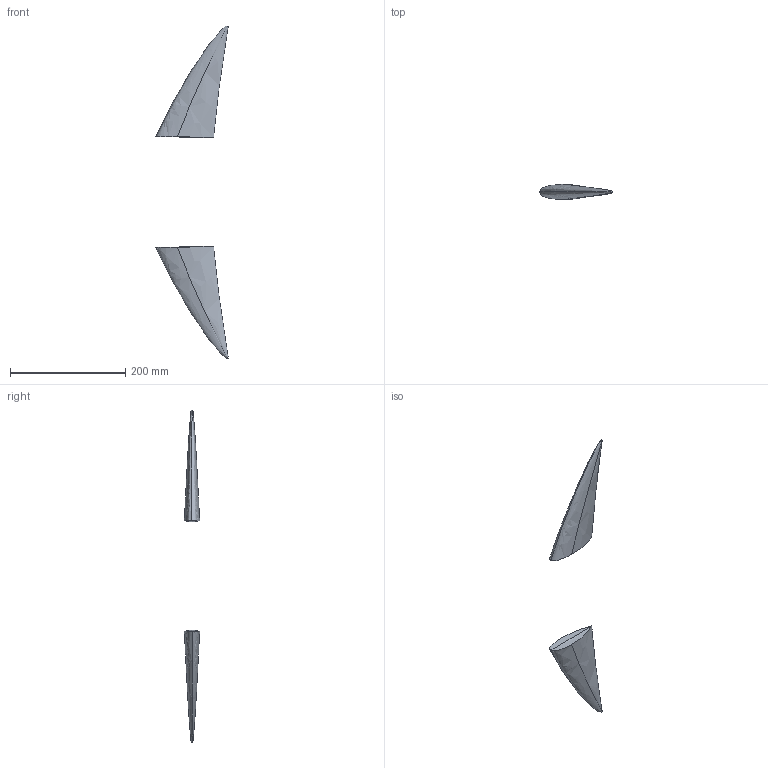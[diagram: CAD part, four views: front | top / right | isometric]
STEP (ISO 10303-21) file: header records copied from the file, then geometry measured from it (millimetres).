
FILE_DESCRIPTION (( 'STEP AP203' ), '1' );
FILE_NAME ('驒笢3蜊.STEP', '2024-11-02T03:03:41', ( '' ), ( '' ), 'SwSTEP 2.0', 'SolidWorks 2024', '' );
FILE_SCHEMA (( 'CONFIG_CONTROL_DESIGN' ));
Length unit declared in the file: millimetre
Products named in the file (1): 鳍中3改
Bounding box: 125.51 x 26.55 x 576 mm (x, y, z)
Volume: 318798.7 mm3; surface area: 53146.7 mm2
Topology: 2 solids, 2 shells, 14 faces, 28 edges, 18 vertices
Faces by surface type: bspline 12, plane 2
Entity records: 3047 total; most frequent: CARTESIAN_POINT 2769, ORIENTED_EDGE 56, EDGE_CURVE 28, B_SPLINE_CURVE_WITH_KNOTS 28, VERTEX_POINT 18, FACE_OUTER_BOUND 14, ADVANCED_FACE 14, EDGE_LOOP 14
